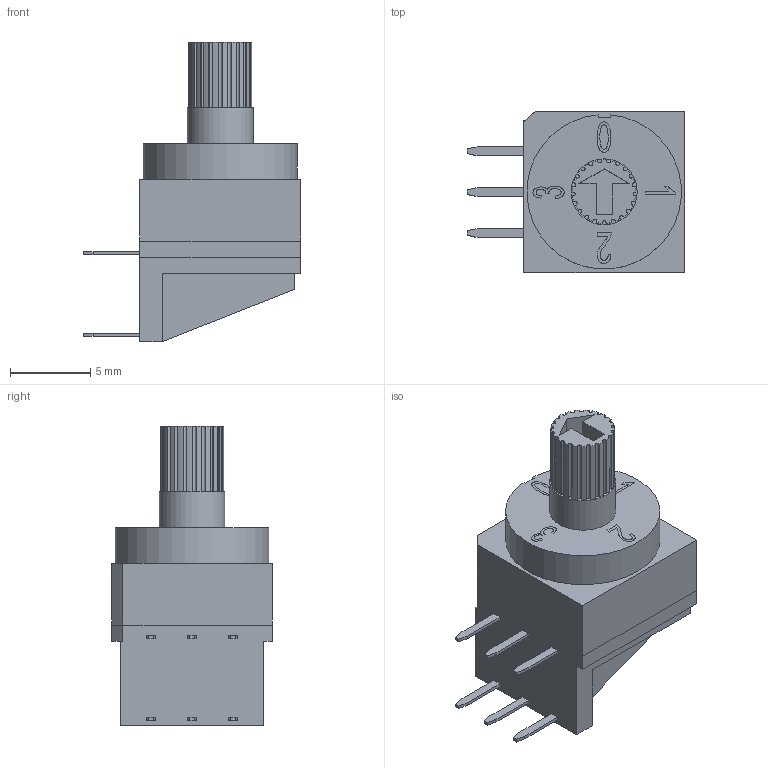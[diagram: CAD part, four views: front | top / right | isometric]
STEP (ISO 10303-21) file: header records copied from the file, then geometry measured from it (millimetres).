
FILE_DESCRIPTION(/* description */ (''),/* implementation_level */ '2;1');
FILE_NAME(/* name */ 'RDTBx04R1x.stp',/* time_stamp */ '2025-06-03T11:21:52-05:00',/* author */ ('mroman'),/* organization */ (''),/* preprocessor_version */ 'ST-DEVELOPER v18.1',/* originating_system */ 'Autodesk Inventor 2022',/* authorisation */ '');
FILE_SCHEMA (('AUTOMOTIVE_DESIGN { 1 0 10303 214 3 1 1 }'));
Length unit declared in the file: centimetre
Products named in the file (1): RDTBx04R1x
Bounding box: 13.5 x 10 x 18.6 mm (x, y, z)
Volume: 943.1 mm3; surface area: 882.2 mm2
Topology: 1 solids, 2 shells, 219 faces, 592 edges, 392 vertices
Faces by surface type: plane 142, cylinder 45, bspline 32
Full cylindrical faces by diameter (mm): 4.1 x2
Entity records: 7025 total; most frequent: CARTESIAN_POINT 1608, ORIENTED_EDGE 1184, DIRECTION 994, EDGE_CURVE 592, LINE 438, VECTOR 438, VERTEX_POINT 392, AXIS2_PLACEMENT_3D 278
